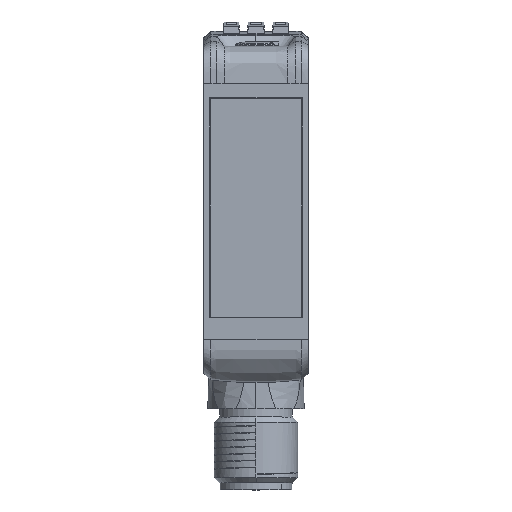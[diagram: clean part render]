
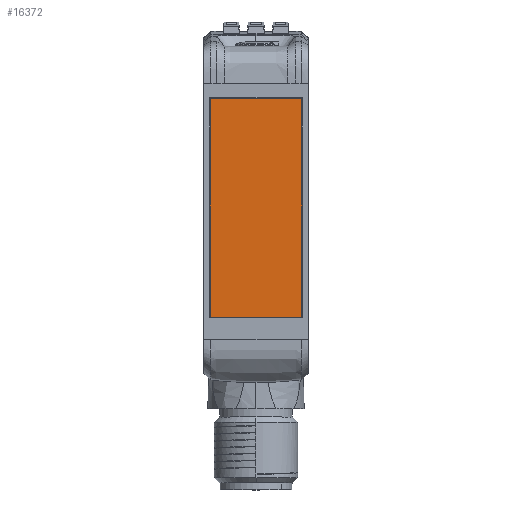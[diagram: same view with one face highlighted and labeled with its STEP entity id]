
A CAD part, top view. The second image highlights one B-rep face of the part: STEP entity #16372.
In plain terms, the highlighted planar face has unit normal (0, -0.026, 1).
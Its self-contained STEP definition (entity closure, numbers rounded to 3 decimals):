
#6808=DIRECTION('',(-1.,0.,0.));
#6809=VECTOR('',#6808,13.15);
#6810=CARTESIAN_POINT('',(6.575,3.224,4.807));
#6811=LINE('',#6810,#6809);
#6815=DIRECTION('',(0.,1.,0.026));
#6816=VECTOR('',#6815,31.5);
#6817=CARTESIAN_POINT('',(-6.575,3.224,4.807));
#6818=LINE('',#6817,#6816);
#6822=DIRECTION('',(1.,0.,0.));
#6823=VECTOR('',#6822,13.15);
#6824=CARTESIAN_POINT('',(-6.575,34.713,5.631));
#6825=LINE('',#6824,#6823);
#6829=DIRECTION('',(0.,-1.,-0.026));
#6830=VECTOR('',#6829,31.5);
#6831=CARTESIAN_POINT('',(6.575,34.713,5.631));
#6832=LINE('',#6831,#6830);
#8205=CARTESIAN_POINT('',(-6.575,3.224,4.807));
#8206=VERTEX_POINT('',#8205);
#8207=CARTESIAN_POINT('',(6.575,3.224,4.807));
#8208=VERTEX_POINT('',#8207);
#8209=CARTESIAN_POINT('',(-6.575,34.713,5.631));
#8210=VERTEX_POINT('',#8209);
#8211=CARTESIAN_POINT('',(6.575,34.713,5.631));
#8212=VERTEX_POINT('',#8211);
#16361=CARTESIAN_POINT('',(0.,18.968,5.219));
#16362=DIRECTION('',(0.,0.026,-1.));
#16363=DIRECTION('',(0.,1.,0.026));
#16364=AXIS2_PLACEMENT_3D('',#16361,#16362,#16363);
#16365=PLANE('',#16364);
#16366=ORIENTED_EDGE('',*,*,#16313,.T.);
#16367=ORIENTED_EDGE('',*,*,#16328,.T.);
#16368=ORIENTED_EDGE('',*,*,#16342,.T.);
#16369=ORIENTED_EDGE('',*,*,#16355,.T.);
#16370=EDGE_LOOP('',(#16366,#16367,#16368,#16369));
#16371=FACE_OUTER_BOUND('',#16370,.F.);
#16372=ADVANCED_FACE('',(#16371),#16365,.F.);
#16313=EDGE_CURVE('',#8208,#8206,#6811,.T.);
#16328=EDGE_CURVE('',#8206,#8210,#6818,.T.);
#16342=EDGE_CURVE('',#8210,#8212,#6825,.T.);
#16355=EDGE_CURVE('',#8212,#8208,#6832,.T.);
